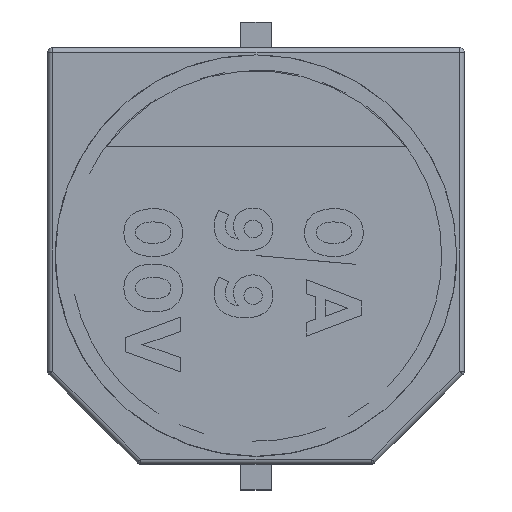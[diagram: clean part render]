
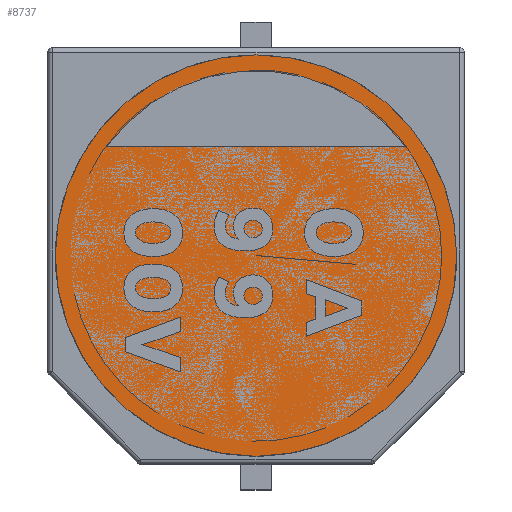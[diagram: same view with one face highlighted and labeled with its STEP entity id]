
A CAD part, top view. The second image highlights one B-rep face of the part: STEP entity #8737.
In plain terms, the highlighted face is a revolution surface.
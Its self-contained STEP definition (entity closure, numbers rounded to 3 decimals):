
#8737 = ADVANCED_FACE('',(#8738),#8752,.F.);
#8738 = FACE_BOUND('',#8739,.F.);
#8739 = EDGE_LOOP('',(#8740,#8772,#8798));
#8740 = ORIENTED_EDGE('',*,*,#8741,.T.);
#8741 = EDGE_CURVE('',#8742,#8744,#8746,.T.);
#8742 = VERTEX_POINT('',#8743);
#8743 = CARTESIAN_POINT('',(0.,0.,5.4));
#8744 = VERTEX_POINT('',#8745);
#8745 = CARTESIAN_POINT('',(4.,0.,5.4));
#8746 = SEAM_CURVE('',#8747,(#8751,#8765),.PCURVE_S1.);
#8747 = LINE('',#8748,#8749);
#8748 = CARTESIAN_POINT('',(0.,0.,5.4));
#8749 = VECTOR('',#8750,1.);
#8750 = DIRECTION('',(1.,0.,0.));
#8751 = PCURVE('',#8752,#8760);
#8752 = SURFACE_OF_REVOLUTION('',#8753,#8757);
#8753 = LINE('',#8754,#8755);
#8754 = CARTESIAN_POINT('',(0.,0.,5.4));
#8755 = VECTOR('',#8756,1.);
#8756 = DIRECTION('',(1.,0.,0.));
#8757 = AXIS1_PLACEMENT('',#8758,#8759);
#8758 = CARTESIAN_POINT('',(0.,0.,4.));
#8759 = DIRECTION('',(0.,-0.,1.));
#8760 = DEFINITIONAL_REPRESENTATION('',(#8761),#8764);
#8761 = B_SPLINE_CURVE_WITH_KNOTS('',1,(#8762,#8763),.UNSPECIFIED.,.F.,
  .F.,(2,2),(0.,4.),.PIECEWISE_BEZIER_KNOTS.);
#8762 = CARTESIAN_POINT('',(6.283,0.));
#8763 = CARTESIAN_POINT('',(6.283,4.));
#8764 = ( GEOMETRIC_REPRESENTATION_CONTEXT(2) 
PARAMETRIC_REPRESENTATION_CONTEXT() REPRESENTATION_CONTEXT('2D SPACE',''
  ) );
#8765 = PCURVE('',#8752,#8766);
#8766 = DEFINITIONAL_REPRESENTATION('',(#8767),#8771);
#8767 = LINE('',#8768,#8769);
#8768 = CARTESIAN_POINT('',(0.,0.));
#8769 = VECTOR('',#8770,1.);
#8770 = DIRECTION('',(0.,1.));
#8771 = ( GEOMETRIC_REPRESENTATION_CONTEXT(2) 
PARAMETRIC_REPRESENTATION_CONTEXT() REPRESENTATION_CONTEXT('2D SPACE',''
  ) );
#8772 = ORIENTED_EDGE('',*,*,#8773,.F.);
#8773 = EDGE_CURVE('',#8744,#8744,#8774,.T.);
#8774 = SURFACE_CURVE('',#8775,(#8780,#8787),.PCURVE_S1.);
#8775 = CIRCLE('',#8776,4.);
#8776 = AXIS2_PLACEMENT_3D('',#8777,#8778,#8779);
#8777 = CARTESIAN_POINT('',(0.,0.,5.4));
#8778 = DIRECTION('',(0.,-0.,1.));
#8779 = DIRECTION('',(1.,0.,0.));
#8780 = PCURVE('',#8752,#8781);
#8781 = DEFINITIONAL_REPRESENTATION('',(#8782),#8786);
#8782 = LINE('',#8783,#8784);
#8783 = CARTESIAN_POINT('',(0.,4.));
#8784 = VECTOR('',#8785,1.);
#8785 = DIRECTION('',(1.,0.));
#8786 = ( GEOMETRIC_REPRESENTATION_CONTEXT(2) 
PARAMETRIC_REPRESENTATION_CONTEXT() REPRESENTATION_CONTEXT('2D SPACE',''
  ) );
#8787 = PCURVE('',#8788,#8793);
#8788 = CYLINDRICAL_SURFACE('',#8789,4.);
#8789 = AXIS2_PLACEMENT_3D('',#8790,#8791,#8792);
#8790 = CARTESIAN_POINT('',(0.,0.,5.4));
#8791 = DIRECTION('',(0.,-0.,1.));
#8792 = DIRECTION('',(1.,0.,0.));
#8793 = DEFINITIONAL_REPRESENTATION('',(#8794),#8797);
#8794 = B_SPLINE_CURVE_WITH_KNOTS('',1,(#8795,#8796),.UNSPECIFIED.,.F.,
  .F.,(2,2),(0.,6.283),.PIECEWISE_BEZIER_KNOTS.);
#8795 = CARTESIAN_POINT('',(0.,0.));
#8796 = CARTESIAN_POINT('',(6.283,0.));
#8797 = ( GEOMETRIC_REPRESENTATION_CONTEXT(2) 
PARAMETRIC_REPRESENTATION_CONTEXT() REPRESENTATION_CONTEXT('2D SPACE',''
  ) );
#8798 = ORIENTED_EDGE('',*,*,#8741,.F.);
